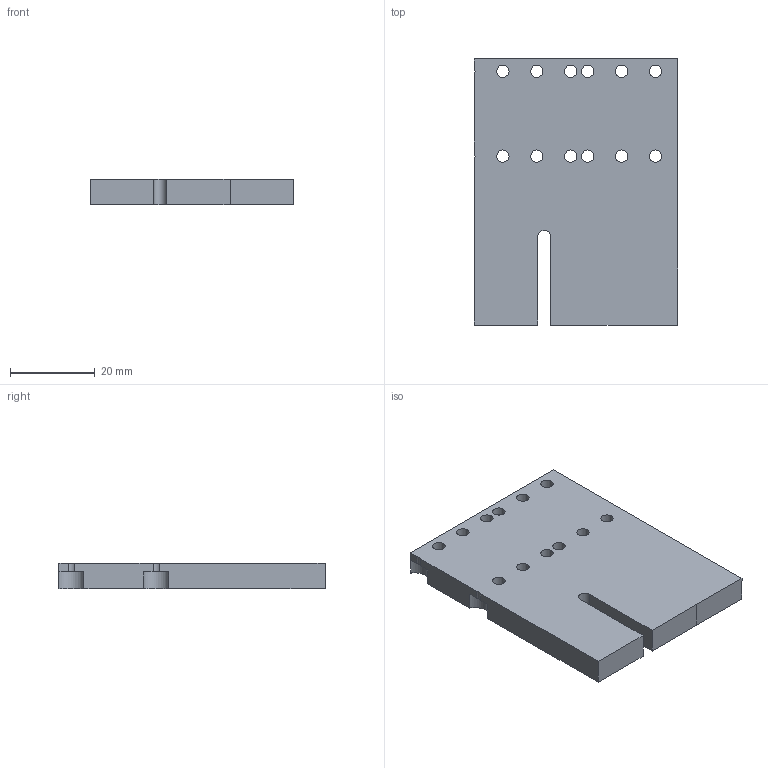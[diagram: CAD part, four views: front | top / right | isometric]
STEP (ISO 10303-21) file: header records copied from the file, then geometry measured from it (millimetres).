
FILE_DESCRIPTION(/* description */ (''),/* implementation_level */ '2;1');
FILE_NAME(/* name */ '30_cellSTORM_UC2_Laser_holder.ipt.step',/* time_stamp */ '2022-11-29T08:14:08+01:00',/* author */ ('diederichbenedict'),/* organization */ (''),/* preprocessor_version */ 'ST-DEVELOPER v18.1',/* originating_system */ 'Autodesk Inventor 2022',/* authorisation */ '');
FILE_SCHEMA (('AUTOMOTIVE_DESIGN { 1 0 10303 214 3 1 1 }'));
Length unit declared in the file: millimetre
Products named in the file (1): 30_cellSTORM_UC2_Laser_holder
Bounding box: 47.93 x 62.7 x 6 mm (x, y, z)
Volume: 15902.5 mm3; surface area: 8279.7 mm2
Topology: 1 solids, 1 shells, 57 faces, 150 edges, 100 vertices
Faces by surface type: cylinder 31, plane 26
Full cylindrical faces by diameter (mm): 2.9 x12, 6.5 x4
Entity records: 1875 total; most frequent: DIRECTION 328, CARTESIAN_POINT 308, ORIENTED_EDGE 300, EDGE_CURVE 150, AXIS2_PLACEMENT_3D 120, VERTEX_POINT 100, LINE 88, VECTOR 88
